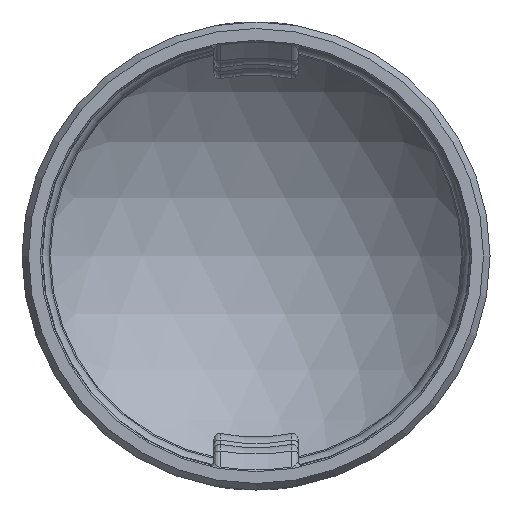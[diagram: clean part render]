
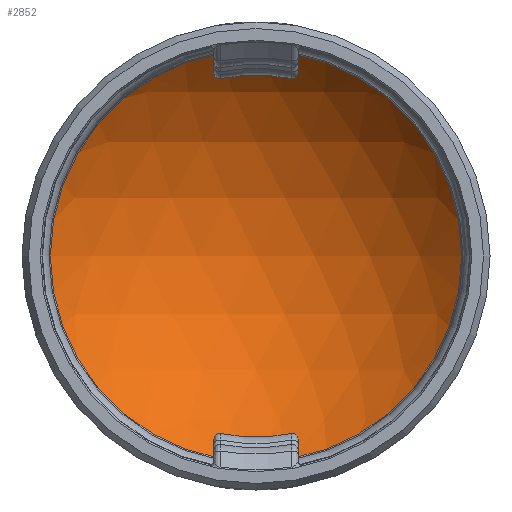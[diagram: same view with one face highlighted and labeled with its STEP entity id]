
A CAD part, front view. The second image highlights one B-rep face of the part: STEP entity #2852.
In plain terms, the highlighted spherical face has radius 47 mm.
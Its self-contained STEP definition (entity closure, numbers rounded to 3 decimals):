
#530=SPHERICAL_SURFACE('',#3075,47.);
#541=FACE_OUTER_BOUND('',#737,.T.);
#737=EDGE_LOOP('',(#1923));
#944=CIRCLE('',#3071,36.476);
#1210=VERTEX_POINT('',#4285);
#1472=EDGE_CURVE('',#1210,#1210,#944,.T.);
#1923=ORIENTED_EDGE('',*,*,#1472,.F.);
#2852=ADVANCED_FACE('',(#541),#530,.F.);
#3071=AXIS2_PLACEMENT_3D('',#4286,#3460,#3461);
#3075=AXIS2_PLACEMENT_3D('',#4292,#3468,#3469);
#3460=DIRECTION('center_axis',(0.,1.,0.));
#3461=DIRECTION('ref_axis',(-1.,0.,0.));
#3468=DIRECTION('center_axis',(0.,0.,1.));
#3469=DIRECTION('ref_axis',(1.,0.,0.));
#4285=CARTESIAN_POINT('',(0.,247.139,-36.476));
#4286=CARTESIAN_POINT('Origin',(0.,247.139,0.));
#4292=CARTESIAN_POINT('Origin',(0.,217.5,0.));
